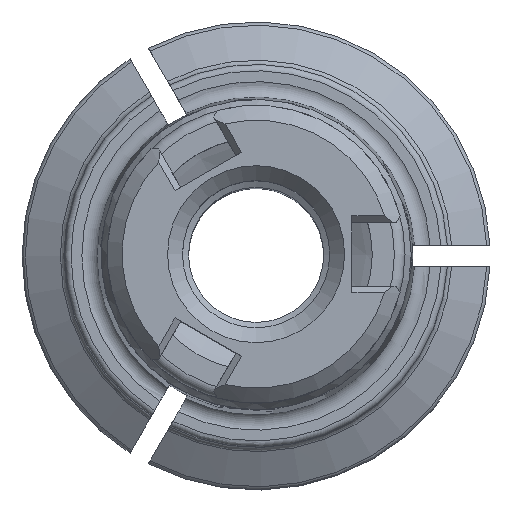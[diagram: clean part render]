
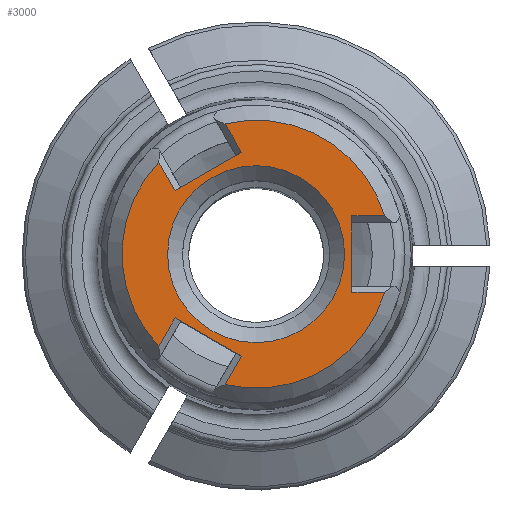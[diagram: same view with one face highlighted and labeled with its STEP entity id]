
A CAD part, top view. The second image highlights one B-rep face of the part: STEP entity #3000.
In plain terms, the highlighted planar face has unit normal (0, 0, 1).
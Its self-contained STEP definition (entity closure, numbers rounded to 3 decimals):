
#35=PLANE('',#3184);
#109=LINE('',#4450,#229);
#110=LINE('',#4452,#230);
#111=LINE('',#4454,#231);
#112=LINE('',#4458,#232);
#113=LINE('',#4460,#233);
#114=LINE('',#4462,#234);
#115=LINE('',#4466,#235);
#116=LINE('',#4468,#236);
#117=LINE('',#4470,#237);
#229=VECTOR('',#3575,1000.);
#230=VECTOR('',#3576,1000.);
#231=VECTOR('',#3577,1000.);
#232=VECTOR('',#3580,1000.);
#233=VECTOR('',#3581,1000.);
#234=VECTOR('',#3582,1000.);
#235=VECTOR('',#3585,1000.);
#236=VECTOR('',#3586,1000.);
#237=VECTOR('',#3587,1000.);
#821=ORIENTED_EDGE('',*,*,#1309,.T.);
#822=ORIENTED_EDGE('',*,*,#1310,.T.);
#823=ORIENTED_EDGE('',*,*,#1311,.T.);
#824=ORIENTED_EDGE('',*,*,#1312,.T.);
#825=ORIENTED_EDGE('',*,*,#1313,.T.);
#826=ORIENTED_EDGE('',*,*,#1314,.T.);
#827=ORIENTED_EDGE('',*,*,#1315,.T.);
#828=ORIENTED_EDGE('',*,*,#1316,.T.);
#829=ORIENTED_EDGE('',*,*,#1317,.T.);
#830=ORIENTED_EDGE('',*,*,#1318,.T.);
#831=ORIENTED_EDGE('',*,*,#1319,.T.);
#832=ORIENTED_EDGE('',*,*,#1320,.T.);
#833=ORIENTED_EDGE('',*,*,#1321,.T.);
#1309=EDGE_CURVE('',#1586,#1586,#1746,.F.);
#1310=EDGE_CURVE('',#1587,#1588,#1747,.T.);
#1311=EDGE_CURVE('',#1588,#1589,#109,.T.);
#1312=EDGE_CURVE('',#1589,#1590,#110,.T.);
#1313=EDGE_CURVE('',#1590,#1591,#111,.T.);
#1314=EDGE_CURVE('',#1591,#1592,#1748,.T.);
#1315=EDGE_CURVE('',#1592,#1593,#112,.T.);
#1316=EDGE_CURVE('',#1593,#1594,#113,.T.);
#1317=EDGE_CURVE('',#1594,#1595,#114,.T.);
#1318=EDGE_CURVE('',#1595,#1596,#1749,.T.);
#1319=EDGE_CURVE('',#1596,#1597,#115,.T.);
#1320=EDGE_CURVE('',#1597,#1598,#116,.T.);
#1321=EDGE_CURVE('',#1598,#1587,#117,.T.);
#1586=VERTEX_POINT('',#4446);
#1587=VERTEX_POINT('',#4448);
#1588=VERTEX_POINT('',#4449);
#1589=VERTEX_POINT('',#4451);
#1590=VERTEX_POINT('',#4453);
#1591=VERTEX_POINT('',#4455);
#1592=VERTEX_POINT('',#4457);
#1593=VERTEX_POINT('',#4459);
#1594=VERTEX_POINT('',#4461);
#1595=VERTEX_POINT('',#4463);
#1596=VERTEX_POINT('',#4465);
#1597=VERTEX_POINT('',#4467);
#1598=VERTEX_POINT('',#4469);
#1746=CIRCLE('',#3185,4.159);
#1747=CIRCLE('',#3186,6.3);
#1748=CIRCLE('',#3187,6.3);
#1749=CIRCLE('',#3188,6.3);
#1863=EDGE_LOOP('',(#821));
#1864=EDGE_LOOP('',(#822,#823,#824,#825,#826,#827,#828,#829,#830,#831,#832,
#833));
#2004=FACE_BOUND('',#1863,.T.);
#2005=FACE_BOUND('',#1864,.T.);
#3000=ADVANCED_FACE('',(#2004,#2005),#35,.T.);
#3184=AXIS2_PLACEMENT_3D('',#4444,#3569,#3570);
#3185=AXIS2_PLACEMENT_3D('',#4445,#3571,#3572);
#3186=AXIS2_PLACEMENT_3D('',#4447,#3573,#3574);
#3187=AXIS2_PLACEMENT_3D('',#4456,#3578,#3579);
#3188=AXIS2_PLACEMENT_3D('',#4464,#3583,#3584);
#3569=DIRECTION('',(0.,0.,1.));
#3570=DIRECTION('',(1.,0.,0.));
#3571=DIRECTION('',(0.,0.,1.));
#3572=DIRECTION('',(1.,0.,0.));
#3573=DIRECTION('',(0.,0.,1.));
#3574=DIRECTION('',(1.,0.,0.));
#3575=DIRECTION('',(0.5,-0.866,0.));
#3576=DIRECTION('',(-0.866,-0.5,0.));
#3577=DIRECTION('',(-0.5,0.866,0.));
#3578=DIRECTION('',(0.,0.,1.));
#3579=DIRECTION('',(1.,0.,0.));
#3580=DIRECTION('',(0.5,0.866,0.));
#3581=DIRECTION('',(0.866,-0.5,0.));
#3582=DIRECTION('',(-0.5,-0.866,0.));
#3583=DIRECTION('',(0.,0.,1.));
#3584=DIRECTION('',(1.,0.,0.));
#3585=DIRECTION('',(-1.,0.,0.));
#3586=DIRECTION('',(0.,1.,0.));
#3587=DIRECTION('',(1.,0.,0.));
#4444=CARTESIAN_POINT('',(0.,3.45,50.5));
#4445=CARTESIAN_POINT('',(0.,0.,50.5));
#4446=CARTESIAN_POINT('',(4.159,0.,50.5));
#4447=CARTESIAN_POINT('',(0.,0.,50.5));
#4448=CARTESIAN_POINT('',(6.037,1.8,50.5));
#4449=CARTESIAN_POINT('',(-1.46,6.129,50.5));
#4450=CARTESIAN_POINT('',(0.065,3.488,50.5));
#4451=CARTESIAN_POINT('',(-0.691,4.797,50.5));
#4452=CARTESIAN_POINT('',(-0.951,4.647,50.5));
#4453=CARTESIAN_POINT('',(-3.809,2.997,50.5));
#4454=CARTESIAN_POINT('',(-3.053,1.688,50.5));
#4455=CARTESIAN_POINT('',(-4.578,4.329,50.5));
#4456=CARTESIAN_POINT('',(0.,0.,50.5));
#4457=CARTESIAN_POINT('',(-4.578,-4.329,50.5));
#4458=CARTESIAN_POINT('',(-0.065,3.487,50.5));
#4459=CARTESIAN_POINT('',(-3.809,-2.997,50.5));
#4460=CARTESIAN_POINT('',(-3.549,-3.147,50.5));
#4461=CARTESIAN_POINT('',(-0.691,-4.797,50.5));
#4462=CARTESIAN_POINT('',(3.053,1.687,50.5));
#4463=CARTESIAN_POINT('',(-1.46,-6.129,50.5));
#4464=CARTESIAN_POINT('',(0.,0.,50.5));
#4465=CARTESIAN_POINT('',(6.037,-1.8,50.5));
#4466=CARTESIAN_POINT('',(0.,-1.8,50.5));
#4467=CARTESIAN_POINT('',(4.5,-1.8,50.5));
#4468=CARTESIAN_POINT('',(4.5,-1.5,50.5));
#4469=CARTESIAN_POINT('',(4.5,1.8,50.5));
#4470=CARTESIAN_POINT('',(0.,1.8,50.5));
